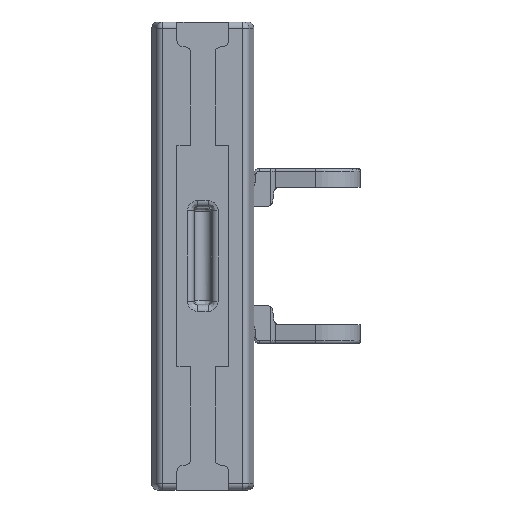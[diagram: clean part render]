
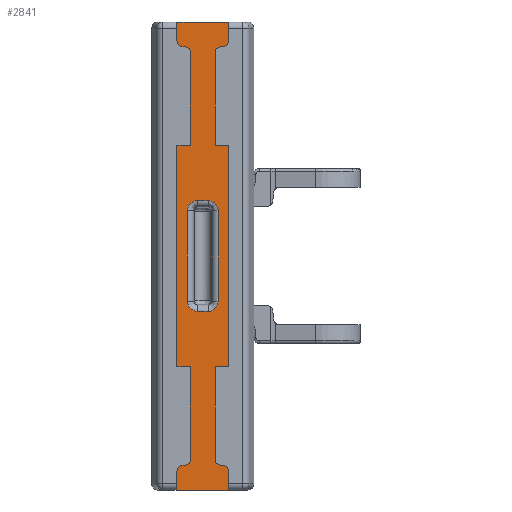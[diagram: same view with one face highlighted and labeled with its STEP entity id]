
A CAD part, front view. The second image highlights one B-rep face of the part: STEP entity #2841.
In plain terms, the highlighted planar face has unit normal (0, -1, 0).
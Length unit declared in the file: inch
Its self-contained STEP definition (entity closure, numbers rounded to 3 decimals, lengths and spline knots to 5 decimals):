
#69=FACE_BOUND('',#454,.T.);
#89=B_SPLINE_CURVE_WITH_KNOTS('',3,(#5725,#5726,#5727,#5728,#5729,#5730,
#5731),.UNSPECIFIED.,.F.,.F.,(4,3,4),(0.,0.5,1.),.UNSPECIFIED.);
#90=B_SPLINE_CURVE_WITH_KNOTS('',3,(#5735,#5736,#5737,#5738,#5739,#5740,
#5741),.UNSPECIFIED.,.F.,.F.,(4,3,4),(0.,0.5,1.),.UNSPECIFIED.);
#91=B_SPLINE_CURVE_WITH_KNOTS('',3,(#5745,#5746,#5747,#5748,#5749,#5750,
#5751),.UNSPECIFIED.,.F.,.F.,(4,3,4),(0.,0.5,1.),.UNSPECIFIED.);
#92=B_SPLINE_CURVE_WITH_KNOTS('',3,(#5754,#5755,#5756,#5757,#5758,#5759,
#5760),.UNSPECIFIED.,.F.,.F.,(4,3,4),(0.,0.5,1.),.UNSPECIFIED.);
#275=FACE_OUTER_BOUND('',#453,.T.);
#453=EDGE_LOOP('',(#2350,#2351,#2352,#2353));
#454=EDGE_LOOP('',(#2354,#2355,#2356,#2357,#2358,#2359,#2360,#2361));
#795=LINE('',#5145,#1017);
#811=LINE('',#5342,#1033);
#836=LINE('',#5687,#1058);
#842=LINE('',#5708,#1064);
#849=LINE('',#5723,#1071);
#850=LINE('',#5733,#1072);
#851=LINE('',#5743,#1073);
#852=LINE('',#5753,#1074);
#1017=VECTOR('',#3675,0.16535);
#1033=VECTOR('',#3695,0.16535);
#1058=VECTOR('',#3836,1.49606);
#1064=VECTOR('',#3858,1.49606);
#1071=VECTOR('',#3867,0.29025);
#1072=VECTOR('',#3868,0.03477);
#1073=VECTOR('',#3869,0.29025);
#1074=VECTOR('',#3870,0.03477);
#1272=VERTEX_POINT('',#5142);
#1273=VERTEX_POINT('',#5144);
#1287=VERTEX_POINT('',#5339);
#1288=VERTEX_POINT('',#5341);
#1333=VERTEX_POINT('',#5721);
#1334=VERTEX_POINT('',#5722);
#1335=VERTEX_POINT('',#5724);
#1336=VERTEX_POINT('',#5732);
#1337=VERTEX_POINT('',#5734);
#1338=VERTEX_POINT('',#5742);
#1339=VERTEX_POINT('',#5744);
#1340=VERTEX_POINT('',#5752);
#1599=EDGE_CURVE('',#1272,#1273,#795,.T.);
#1617=EDGE_CURVE('',#1288,#1287,#811,.T.);
#1678=EDGE_CURVE('',#1273,#1287,#836,.T.);
#1689=EDGE_CURVE('',#1288,#1272,#842,.T.);
#1696=EDGE_CURVE('',#1333,#1334,#849,.T.);
#1697=EDGE_CURVE('',#1334,#1335,#89,.T.);
#1698=EDGE_CURVE('',#1335,#1336,#850,.T.);
#1699=EDGE_CURVE('',#1336,#1337,#90,.T.);
#1700=EDGE_CURVE('',#1337,#1338,#851,.T.);
#1701=EDGE_CURVE('',#1338,#1339,#91,.T.);
#1702=EDGE_CURVE('',#1339,#1340,#852,.T.);
#1703=EDGE_CURVE('',#1340,#1333,#92,.T.);
#2350=ORIENTED_EDGE('',*,*,#1689,.F.);
#2351=ORIENTED_EDGE('',*,*,#1617,.T.);
#2352=ORIENTED_EDGE('',*,*,#1678,.F.);
#2353=ORIENTED_EDGE('',*,*,#1599,.F.);
#2354=ORIENTED_EDGE('',*,*,#1696,.T.);
#2355=ORIENTED_EDGE('',*,*,#1697,.T.);
#2356=ORIENTED_EDGE('',*,*,#1698,.T.);
#2357=ORIENTED_EDGE('',*,*,#1699,.T.);
#2358=ORIENTED_EDGE('',*,*,#1700,.T.);
#2359=ORIENTED_EDGE('',*,*,#1701,.T.);
#2360=ORIENTED_EDGE('',*,*,#1702,.T.);
#2361=ORIENTED_EDGE('',*,*,#1703,.T.);
#2714=PLANE('',#3154);
#2841=ADVANCED_FACE('',(#275,#69),#2714,.T.);
#3154=AXIS2_PLACEMENT_3D('',#5720,#3865,#3866);
#3675=DIRECTION('',(1.,0.,0.));
#3695=DIRECTION('',(1.,0.,0.));
#3836=DIRECTION('',(0.,0.,-1.));
#3858=DIRECTION('',(0.,0.,1.));
#3865=DIRECTION('center_axis',(0.,-1.,0.));
#3866=DIRECTION('ref_axis',(0.,0.,-1.));
#3867=DIRECTION('',(0.,0.,1.));
#3868=DIRECTION('',(1.,0.,0.));
#3869=DIRECTION('',(0.,0.,-1.));
#3870=DIRECTION('',(-1.,0.,0.));
#5142=CARTESIAN_POINT('',(-0.27559,0.01181,0.74803));
#5144=CARTESIAN_POINT('',(-0.11024,0.01181,0.74803));
#5145=CARTESIAN_POINT('',(-0.27559,0.01181,0.74803));
#5339=CARTESIAN_POINT('',(-0.11024,0.01181,-0.74803));
#5341=CARTESIAN_POINT('',(-0.27559,0.01181,-0.74803));
#5342=CARTESIAN_POINT('',(-0.27559,0.01181,-0.74803));
#5687=CARTESIAN_POINT('',(-0.11024,0.01181,0.74803));
#5708=CARTESIAN_POINT('',(-0.27559,0.01181,-0.74803));
#5720=CARTESIAN_POINT('Origin',(0.,0.01181,-0.74803));
#5721=CARTESIAN_POINT('',(-0.24179,0.01181,-0.14512));
#5722=CARTESIAN_POINT('',(-0.24179,0.01181,0.14512));
#5723=CARTESIAN_POINT('',(-0.24179,0.01181,-0.14512));
#5724=CARTESIAN_POINT('',(-0.2103,0.01181,0.17662));
#5725=CARTESIAN_POINT('Ctrl Pts',(-0.24179,0.01181,
0.14512));
#5726=CARTESIAN_POINT('Ctrl Pts',(-0.24179,0.01181,
0.15347));
#5727=CARTESIAN_POINT('Ctrl Pts',(-0.23845,0.01181,
0.1615));
#5728=CARTESIAN_POINT('Ctrl Pts',(-0.23257,0.01181,
0.16739));
#5729=CARTESIAN_POINT('Ctrl Pts',(-0.22668,0.01181,
0.17329));
#5730=CARTESIAN_POINT('Ctrl Pts',(-0.21867,0.01181,
0.17661));
#5731=CARTESIAN_POINT('Ctrl Pts',(-0.2103,0.01181,
0.17662));
#5732=CARTESIAN_POINT('',(-0.17553,0.01181,0.17662));
#5733=CARTESIAN_POINT('',(-0.2103,0.01181,0.17662));
#5734=CARTESIAN_POINT('',(-0.14403,0.01181,0.14512));
#5735=CARTESIAN_POINT('Ctrl Pts',(-0.17553,0.01181,
0.17662));
#5736=CARTESIAN_POINT('Ctrl Pts',(-0.16718,0.01181,
0.17661));
#5737=CARTESIAN_POINT('Ctrl Pts',(-0.15915,0.01181,
0.17328));
#5738=CARTESIAN_POINT('Ctrl Pts',(-0.15326,0.01181,
0.16739));
#5739=CARTESIAN_POINT('Ctrl Pts',(-0.14737,0.01181,
0.16151));
#5740=CARTESIAN_POINT('Ctrl Pts',(-0.14404,0.01181,
0.15349));
#5741=CARTESIAN_POINT('Ctrl Pts',(-0.14403,0.01181,
0.14512));
#5742=CARTESIAN_POINT('',(-0.14403,0.01181,-0.14512));
#5743=CARTESIAN_POINT('',(-0.14403,0.01181,0.14512));
#5744=CARTESIAN_POINT('',(-0.17553,0.01181,-0.17662));
#5745=CARTESIAN_POINT('Ctrl Pts',(-0.14403,0.01181,
-0.14512));
#5746=CARTESIAN_POINT('Ctrl Pts',(-0.14404,0.01181,
-0.15347));
#5747=CARTESIAN_POINT('Ctrl Pts',(-0.14738,0.01181,
-0.1615));
#5748=CARTESIAN_POINT('Ctrl Pts',(-0.15326,0.01181,
-0.16739));
#5749=CARTESIAN_POINT('Ctrl Pts',(-0.15914,0.01181,
-0.17329));
#5750=CARTESIAN_POINT('Ctrl Pts',(-0.16716,0.01181,
-0.17661));
#5751=CARTESIAN_POINT('Ctrl Pts',(-0.17553,0.01181,
-0.17662));
#5752=CARTESIAN_POINT('',(-0.2103,0.01181,-0.17662));
#5753=CARTESIAN_POINT('',(-0.17553,0.01181,-0.17662));
#5754=CARTESIAN_POINT('Ctrl Pts',(-0.2103,0.01181,
-0.17662));
#5755=CARTESIAN_POINT('Ctrl Pts',(-0.21865,0.01181,
-0.17661));
#5756=CARTESIAN_POINT('Ctrl Pts',(-0.22668,0.01181,
-0.17328));
#5757=CARTESIAN_POINT('Ctrl Pts',(-0.23257,0.01181,
-0.16739));
#5758=CARTESIAN_POINT('Ctrl Pts',(-0.23846,0.01181,
-0.16151));
#5759=CARTESIAN_POINT('Ctrl Pts',(-0.24179,0.01181,
-0.15349));
#5760=CARTESIAN_POINT('Ctrl Pts',(-0.24179,0.01181,
-0.14512));
